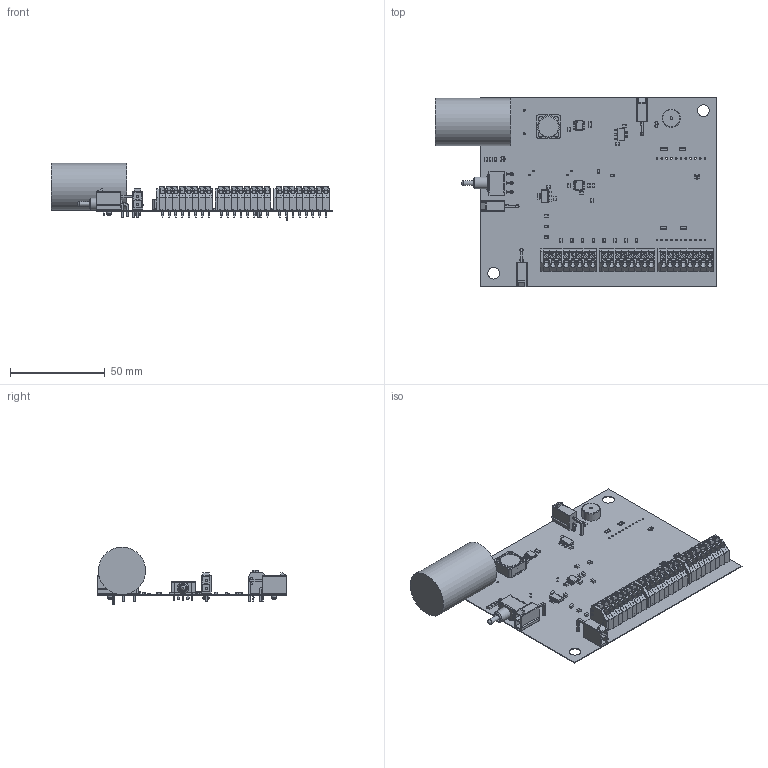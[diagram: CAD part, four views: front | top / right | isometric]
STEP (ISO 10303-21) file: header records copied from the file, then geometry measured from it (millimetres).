
FILE_DESCRIPTION(('Open CASCADE Model'),'2;1');
FILE_NAME('Open CASCADE Shape Model','2021-04-19T20:38:07',('Author'),( 'Open CASCADE'),'Open CASCADE STEP processor 6.8','Open CASCADE 6.8' ,'Unknown');
FILE_SCHEMA(('AUTOMOTIVE_DESIGN { 1 0 10303 214 1 1 1 1 }'));
Length unit declared in the file: millimetre
Products named in the file (110): PCB; Board; Open CASCADE STEP translator 6.8 1.1.1; R49; cay_16-f4_RGB8421504; J6; 1724480002_RGB8421504; Open CASCADE STEP translator 6.8 1.3.1.1; Open CASCADE STEP translator 6.8 1.3.1.2; J5; J1; C9; 5999560400; Terminal; Open_CASCADE_STEP_translator_6.8_5.1.1; Open_CASCADE_STEP_translator_6.8_5.1.2; Mid_Body; Open_CASCADE_STEP_translator_6.8_5.2.1; C3; C1; SW1; 100SPxT2B4M6xE_RGB8421504; U5; 5999559760; Open_CASCADE_STEP_translator_6.8_3.1; Body; Open_CASCADE_STEP_translator_6.8_3.2.1; Leader; U3; U2; 5999569120; Open_CASCADE_STEP_translator_6.8_1.1.1; Lead; Tab; U1; 5999571680; S2; CUI_DEVICES_CMI-9605-1280T; R53; R52 ...
Assembly tree (167 placements, depth 5):
  PCB
    Board
      Open CASCADE STEP translator 6.8 1.1.1
    R49
      cay_16-f4_RGB8421504
    J6
      1724480002_RGB8421504
        Open CASCADE STEP translator 6.8 1.3.1.1
        Open CASCADE STEP translator 6.8 1.3.1.2
    J5
      1724480002_RGB8421504
        Open CASCADE STEP translator 6.8 1.3.1.1
        Open CASCADE STEP translator 6.8 1.3.1.2
    J1
      1724480002_RGB8421504
        Open CASCADE STEP translator 6.8 1.3.1.1
        Open CASCADE STEP translator 6.8 1.3.1.2
    C9
      5999560400
        Terminal
          Open_CASCADE_STEP_translator_6.8_5.1.1
          Open_CASCADE_STEP_translator_6.8_5.1.2
        Mid_Body
          Open_CASCADE_STEP_translator_6.8_5.2.1
    C3
      5999560400
        Terminal
          Open_CASCADE_STEP_translator_6.8_5.1.1
          Open_CASCADE_STEP_translator_6.8_5.1.2
        Mid_Body
          Open_CASCADE_STEP_translator_6.8_5.2.1
    C1
      5999560400
        Terminal
          Open_CASCADE_STEP_translator_6.8_5.1.1
          Open_CASCADE_STEP_translator_6.8_5.1.2
        Mid_Body
          Open_CASCADE_STEP_translator_6.8_5.2.1
    SW1
      100SPxT2B4M6xE_RGB8421504  x2
    U5
      5999559760
        Open_CASCADE_STEP_translator_6.8_3.1
        Body
          Open_CASCADE_STEP_translator_6.8_3.2.1
        Leader  x8
    U3
      5999559760
        Open_CASCADE_STEP_translator_6.8_3.1
        Body
          Open_CASCADE_STEP_translator_6.8_3.2.1
        Leader  x8
    U2
      5999569120
        Body
          Open_CASCADE_STEP_translator_6.8_1.1.1
        Lead  x3
        Tab
    U1
      5999571680
Bounding box: 148.9 x 100.07 x 30.5 mm (x, y, z)
Volume: 39363 mm3; surface area: 51019.9 mm2
Topology: 236 solids, 238 shells, 8049 faces, 20411 edges, 12920 vertices
Faces by surface type: plane 4791, cylinder 2141, bspline 571, sphere 288, cone 252, torus 6
Full cylindrical faces by diameter (mm): 0.5 x2, 0.75 x2, 0.9 x26, 1.05 x24, 1.1 x2, 1.8 x6, 3 x3, 4.2 x2, 6.2 x2, 25 x1
Entity records: 68907 total; most frequent: CARTESIAN_POINT 14286, ORIENTED_EDGE 9679, DIRECTION 9108, EDGE_CURVE 4840, LINE 3444, VECTOR 3444, VERTEX_POINT 3071, AXIS2_PLACEMENT_3D 2832
